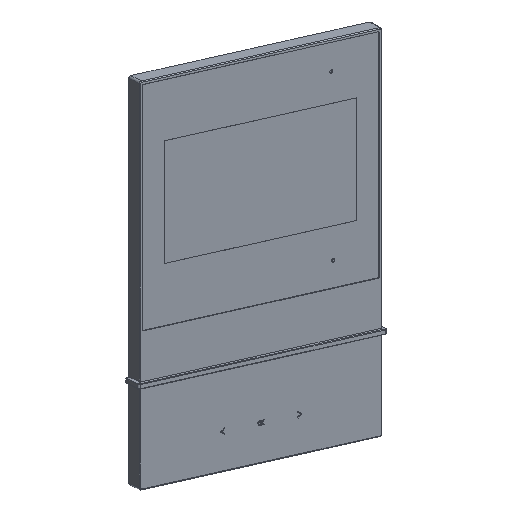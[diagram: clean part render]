
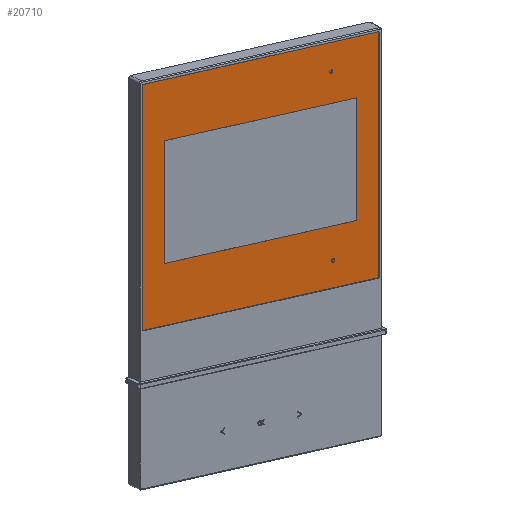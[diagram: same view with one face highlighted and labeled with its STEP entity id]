
A CAD part, top view. The second image highlights one B-rep face of the part: STEP entity #20710.
In plain terms, the highlighted face is planar.
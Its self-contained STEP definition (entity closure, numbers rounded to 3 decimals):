
#20533=CARTESIAN_POINT('Axis2P3D Location',(51.5,-6.5,5.4)) ;
#20538=CARTESIAN_POINT('Axis2P3D Location',(58.05,88.05,5.4)) ;
#20542=CARTESIAN_POINT('Vertex',(58.35,88.05,5.4)) ;
#20544=CARTESIAN_POINT('Vertex',(58.05,88.35,5.4)) ;
#20547=CARTESIAN_POINT('Line Origine',(0.,88.35,5.4)) ;
#20551=CARTESIAN_POINT('Vertex',(-58.05,88.35,5.4)) ;
#20554=CARTESIAN_POINT('Axis2P3D Location',(-58.05,88.05,5.4)) ;
#20558=CARTESIAN_POINT('Vertex',(-58.35,88.05,5.4)) ;
#20561=CARTESIAN_POINT('Line Origine',(-58.35,34.25,5.4)) ;
#20565=CARTESIAN_POINT('Vertex',(-58.35,-19.55,5.4)) ;
#20568=CARTESIAN_POINT('Axis2P3D Location',(-58.05,-19.55,5.4)) ;
#20572=CARTESIAN_POINT('Vertex',(-58.05,-19.85,5.4)) ;
#20575=CARTESIAN_POINT('Line Origine',(0.,-19.85,5.4)) ;
#20579=CARTESIAN_POINT('Vertex',(58.05,-19.85,5.4)) ;
#20582=CARTESIAN_POINT('Axis2P3D Location',(58.05,-19.55,5.4)) ;
#20586=CARTESIAN_POINT('Vertex',(58.35,-19.55,5.4)) ;
#20589=CARTESIAN_POINT('Line Origine',(58.35,34.25,5.4)) ;
#20604=CARTESIAN_POINT('Line Origine',(0.,7.45,5.4)) ;
#20608=CARTESIAN_POINT('Vertex',(-47.52,7.45,5.4)) ;
#20610=CARTESIAN_POINT('Vertex',(47.52,7.45,5.4)) ;
#20613=CARTESIAN_POINT('Line Origine',(-47.52,34.45,5.4)) ;
#20617=CARTESIAN_POINT('Vertex',(-47.52,61.45,5.4)) ;
#20620=CARTESIAN_POINT('Line Origine',(0.,61.45,5.4)) ;
#20624=CARTESIAN_POINT('Vertex',(47.52,61.45,5.4)) ;
#20627=CARTESIAN_POINT('Line Origine',(47.52,34.45,5.4)) ;
#20639=CARTESIAN_POINT('Control Point',(34.25,75.5,5.4)) ;
#20640=CARTESIAN_POINT('Control Point',(34.25,75.585,5.4)) ;
#20641=CARTESIAN_POINT('Control Point',(34.262,75.67,5.4)) ;
#20642=CARTESIAN_POINT('Control Point',(34.286,75.752,5.4)) ;
#20643=CARTESIAN_POINT('Control Point',(34.357,75.908,5.4)) ;
#20644=CARTESIAN_POINT('Control Point',(34.468,76.039,5.4)) ;
#20645=CARTESIAN_POINT('Control Point',(34.532,76.096,5.4)) ;
#20646=CARTESIAN_POINT('Control Point',(34.676,76.19,5.4)) ;
#20647=CARTESIAN_POINT('Control Point',(34.84,76.24,5.4)) ;
#20648=CARTESIAN_POINT('Control Point',(34.925,76.253,5.4)) ;
#20649=CARTESIAN_POINT('Control Point',(35.096,76.256,5.4)) ;
#20650=CARTESIAN_POINT('Control Point',(35.261,76.211,5.4)) ;
#20651=CARTESIAN_POINT('Control Point',(35.34,76.177,5.4)) ;
#20652=CARTESIAN_POINT('Control Point',(35.486,76.087,5.4)) ;
#20653=CARTESIAN_POINT('Control Point',(35.602,75.96,5.4)) ;
#20654=CARTESIAN_POINT('Control Point',(35.65,75.889,5.4)) ;
#20655=CARTESIAN_POINT('Control Point',(35.708,75.769,5.4)) ;
#20656=CARTESIAN_POINT('Control Point',(35.739,75.641,5.4)) ;
#20657=CARTESIAN_POINT('Control Point',(35.746,75.594,5.4)) ;
#20658=CARTESIAN_POINT('Control Point',(35.75,75.547,5.4)) ;
#20659=CARTESIAN_POINT('Control Point',(35.75,75.5,5.4)) ;
#20660=CARTESIAN_POINT('Vertex',(34.25,75.5,5.4)) ;
#20662=CARTESIAN_POINT('Vertex',(35.75,75.5,5.4)) ;
#20666=CARTESIAN_POINT('Control Point',(35.75,75.5,5.4)) ;
#20667=CARTESIAN_POINT('Control Point',(35.75,75.415,5.4)) ;
#20668=CARTESIAN_POINT('Control Point',(35.738,75.33,5.4)) ;
#20669=CARTESIAN_POINT('Control Point',(35.714,75.248,5.4)) ;
#20670=CARTESIAN_POINT('Control Point',(35.643,75.092,5.4)) ;
#20671=CARTESIAN_POINT('Control Point',(35.532,74.961,5.4)) ;
#20672=CARTESIAN_POINT('Control Point',(35.468,74.904,5.4)) ;
#20673=CARTESIAN_POINT('Control Point',(35.324,74.81,5.4)) ;
#20674=CARTESIAN_POINT('Control Point',(35.16,74.76,5.4)) ;
#20675=CARTESIAN_POINT('Control Point',(35.075,74.747,5.4)) ;
#20676=CARTESIAN_POINT('Control Point',(34.904,74.744,5.4)) ;
#20677=CARTESIAN_POINT('Control Point',(34.739,74.789,5.4)) ;
#20678=CARTESIAN_POINT('Control Point',(34.66,74.823,5.4)) ;
#20679=CARTESIAN_POINT('Control Point',(34.514,74.913,5.4)) ;
#20680=CARTESIAN_POINT('Control Point',(34.398,75.04,5.4)) ;
#20681=CARTESIAN_POINT('Control Point',(34.35,75.111,5.4)) ;
#20682=CARTESIAN_POINT('Control Point',(34.292,75.231,5.4)) ;
#20683=CARTESIAN_POINT('Control Point',(34.261,75.359,5.4)) ;
#20684=CARTESIAN_POINT('Control Point',(34.254,75.406,5.4)) ;
#20685=CARTESIAN_POINT('Control Point',(34.25,75.453,5.4)) ;
#20686=CARTESIAN_POINT('Control Point',(34.25,75.5,5.4)) ;
#20692=CARTESIAN_POINT('Axis2P3D Location',(36.,-7.9,5.4)) ;
#20696=CARTESIAN_POINT('Vertex',(35.25,-7.9,5.4)) ;
#20698=CARTESIAN_POINT('Vertex',(36.75,-7.9,5.4)) ;
#20701=CARTESIAN_POINT('Axis2P3D Location',(36.,-7.9,5.4)) ;
#20534=DIRECTION('Axis2P3D Direction',(0.,0.,1.)) ;
#20535=DIRECTION('Axis2P3D XDirection',(1.,0.,0.)) ;
#20539=DIRECTION('Axis2P3D Direction',(0.,0.,1.)) ;
#20548=DIRECTION('Vector Direction',(-1.,0.,0.)) ;
#20555=DIRECTION('Axis2P3D Direction',(0.,0.,1.)) ;
#20562=DIRECTION('Vector Direction',(0.,-1.,0.)) ;
#20569=DIRECTION('Axis2P3D Direction',(0.,0.,1.)) ;
#20576=DIRECTION('Vector Direction',(1.,0.,0.)) ;
#20583=DIRECTION('Axis2P3D Direction',(0.,0.,1.)) ;
#20590=DIRECTION('Vector Direction',(0.,1.,0.)) ;
#20605=DIRECTION('Vector Direction',(1.,0.,0.)) ;
#20614=DIRECTION('Vector Direction',(0.,-1.,0.)) ;
#20621=DIRECTION('Vector Direction',(-1.,0.,0.)) ;
#20628=DIRECTION('Vector Direction',(0.,1.,0.)) ;
#20693=DIRECTION('Axis2P3D Direction',(0.,0.,1.)) ;
#20702=DIRECTION('Axis2P3D Direction',(0.,0.,1.)) ;
#20536=AXIS2_PLACEMENT_3D('Plane Axis2P3D',#20533,#20534,#20535) ;
#20540=AXIS2_PLACEMENT_3D('Circle Axis2P3D',#20538,#20539,$) ;
#20556=AXIS2_PLACEMENT_3D('Circle Axis2P3D',#20554,#20555,$) ;
#20570=AXIS2_PLACEMENT_3D('Circle Axis2P3D',#20568,#20569,$) ;
#20584=AXIS2_PLACEMENT_3D('Circle Axis2P3D',#20582,#20583,$) ;
#20694=AXIS2_PLACEMENT_3D('Circle Axis2P3D',#20692,#20693,$) ;
#20703=AXIS2_PLACEMENT_3D('Circle Axis2P3D',#20701,#20702,$) ;
#20595=ORIENTED_EDGE('',*,*,#20546,.T.) ;
#20596=ORIENTED_EDGE('',*,*,#20553,.T.) ;
#20597=ORIENTED_EDGE('',*,*,#20560,.T.) ;
#20598=ORIENTED_EDGE('',*,*,#20567,.T.) ;
#20599=ORIENTED_EDGE('',*,*,#20574,.T.) ;
#20600=ORIENTED_EDGE('',*,*,#20581,.T.) ;
#20601=ORIENTED_EDGE('',*,*,#20588,.T.) ;
#20602=ORIENTED_EDGE('',*,*,#20593,.T.) ;
#20633=ORIENTED_EDGE('',*,*,#20612,.F.) ;
#20634=ORIENTED_EDGE('',*,*,#20619,.F.) ;
#20635=ORIENTED_EDGE('',*,*,#20626,.F.) ;
#20636=ORIENTED_EDGE('',*,*,#20631,.F.) ;
#20689=ORIENTED_EDGE('',*,*,#20664,.T.) ;
#20690=ORIENTED_EDGE('',*,*,#20687,.T.) ;
#20707=ORIENTED_EDGE('',*,*,#20700,.F.) ;
#20708=ORIENTED_EDGE('',*,*,#20705,.F.) ;
#20637=FACE_BOUND('',#20632,.T.) ;
#20691=FACE_BOUND('',#20688,.T.) ;
#20709=FACE_BOUND('',#20706,.T.) ;
#20549=VECTOR('Line Direction',#20548,1.) ;
#20563=VECTOR('Line Direction',#20562,1.) ;
#20577=VECTOR('Line Direction',#20576,1.) ;
#20591=VECTOR('Line Direction',#20590,1.) ;
#20606=VECTOR('Line Direction',#20605,1.) ;
#20615=VECTOR('Line Direction',#20614,1.) ;
#20622=VECTOR('Line Direction',#20621,1.) ;
#20629=VECTOR('Line Direction',#20628,1.) ;
#20710=ADVANCED_FACE('1\\MANIFOLD_SOLID_BREP #19311',(#20603,#20637,#20691,#20709),#20537,.T.) ;
#20638=B_SPLINE_CURVE_WITH_KNOTS('',5,(#20639,#20640,#20641,#20642,#20643,#20644,#20645,#20646,#20647,#20648,#20649,#20650,#20651,#20652,#20653,#20654,#20655,#20656,#20657,#20658,#20659),.UNSPECIFIED.,.F.,.U.,(6,3,3,3,3,3,6),(0.,0.6,1.2,1.8,2.4,3.,3.331),.UNSPECIFIED.) ;
#20665=B_SPLINE_CURVE_WITH_KNOTS('',5,(#20666,#20667,#20668,#20669,#20670,#20671,#20672,#20673,#20674,#20675,#20676,#20677,#20678,#20679,#20680,#20681,#20682,#20683,#20684,#20685,#20686),.UNSPECIFIED.,.F.,.U.,(6,3,3,3,3,3,6),(0.,0.6,1.2,1.8,2.4,3.,3.331),.UNSPECIFIED.) ;
#20541=CIRCLE('generated circle',#20540,0.3) ;
#20557=CIRCLE('generated circle',#20556,0.3) ;
#20571=CIRCLE('generated circle',#20570,0.3) ;
#20585=CIRCLE('generated circle',#20584,0.3) ;
#20695=CIRCLE('generated circle',#20694,0.75) ;
#20704=CIRCLE('generated circle',#20703,0.75) ;
#20546=EDGE_CURVE('',#20543,#20545,#20541,.T.) ;
#20553=EDGE_CURVE('',#20545,#20552,#20550,.T.) ;
#20560=EDGE_CURVE('',#20552,#20559,#20557,.T.) ;
#20567=EDGE_CURVE('',#20559,#20566,#20564,.T.) ;
#20574=EDGE_CURVE('',#20566,#20573,#20571,.T.) ;
#20581=EDGE_CURVE('',#20573,#20580,#20578,.T.) ;
#20588=EDGE_CURVE('',#20580,#20587,#20585,.T.) ;
#20593=EDGE_CURVE('',#20587,#20543,#20592,.T.) ;
#20612=EDGE_CURVE('',#20609,#20611,#20607,.T.) ;
#20619=EDGE_CURVE('',#20618,#20609,#20616,.T.) ;
#20626=EDGE_CURVE('',#20625,#20618,#20623,.T.) ;
#20631=EDGE_CURVE('',#20611,#20625,#20630,.T.) ;
#20664=EDGE_CURVE('',#20661,#20663,#20638,.T.) ;
#20687=EDGE_CURVE('',#20663,#20661,#20665,.T.) ;
#20700=EDGE_CURVE('',#20697,#20699,#20695,.T.) ;
#20705=EDGE_CURVE('',#20699,#20697,#20704,.T.) ;
#20594=EDGE_LOOP('',(#20595,#20596,#20597,#20598,#20599,#20600,#20601,#20602)) ;
#20632=EDGE_LOOP('',(#20633,#20634,#20635,#20636)) ;
#20688=EDGE_LOOP('',(#20689,#20690)) ;
#20706=EDGE_LOOP('',(#20707,#20708)) ;
#20603=FACE_OUTER_BOUND('',#20594,.T.) ;
#20550=LINE('Line',#20547,#20549) ;
#20564=LINE('Line',#20561,#20563) ;
#20578=LINE('Line',#20575,#20577) ;
#20592=LINE('Line',#20589,#20591) ;
#20607=LINE('Line',#20604,#20606) ;
#20616=LINE('Line',#20613,#20615) ;
#20623=LINE('Line',#20620,#20622) ;
#20630=LINE('Line',#20627,#20629) ;
#20537=PLANE('',#20536) ;
#20543=VERTEX_POINT('',#20542) ;
#20545=VERTEX_POINT('',#20544) ;
#20552=VERTEX_POINT('',#20551) ;
#20559=VERTEX_POINT('',#20558) ;
#20566=VERTEX_POINT('',#20565) ;
#20573=VERTEX_POINT('',#20572) ;
#20580=VERTEX_POINT('',#20579) ;
#20587=VERTEX_POINT('',#20586) ;
#20609=VERTEX_POINT('',#20608) ;
#20611=VERTEX_POINT('',#20610) ;
#20618=VERTEX_POINT('',#20617) ;
#20625=VERTEX_POINT('',#20624) ;
#20661=VERTEX_POINT('',#20660) ;
#20663=VERTEX_POINT('',#20662) ;
#20697=VERTEX_POINT('',#20696) ;
#20699=VERTEX_POINT('',#20698) ;
